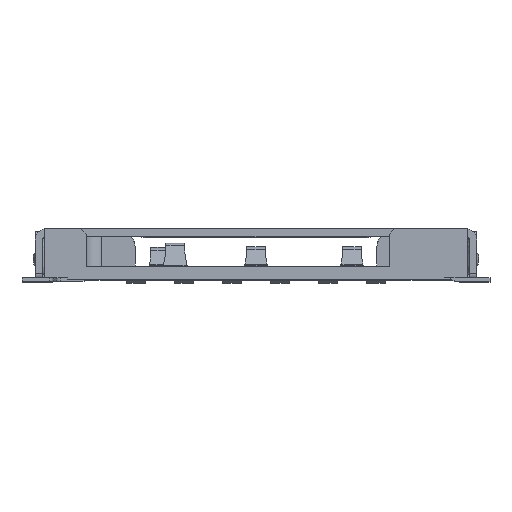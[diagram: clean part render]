
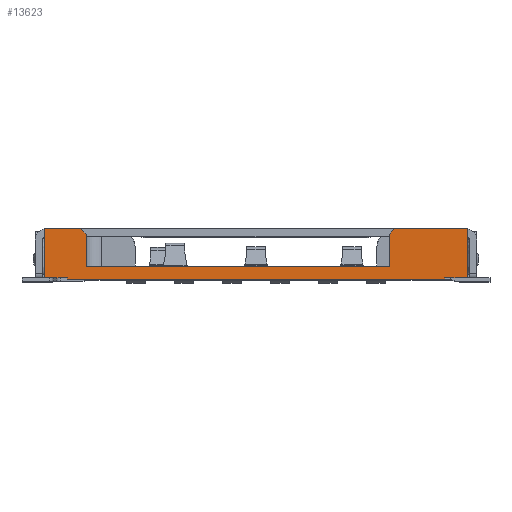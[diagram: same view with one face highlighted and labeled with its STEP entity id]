
A CAD part, top view. The second image highlights one B-rep face of the part: STEP entity #13623.
In plain terms, the highlighted face is planar.
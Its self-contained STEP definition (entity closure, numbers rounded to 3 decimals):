
#278 = EDGE_CURVE ( 'NONE', #34080, #512, #26621, .T. ) ;
#512 = VERTEX_POINT ( 'NONE', #30149 ) ;
#668 = VECTOR ( 'NONE', #12594, 1000. ) ;
#958 = LINE ( 'NONE', #7424, #44395 ) ;
#1101 = EDGE_CURVE ( 'NONE', #12653, #5283, #37759, .T. ) ;
#2299 = ORIENTED_EDGE ( 'NONE', *, *, #8588, .T. ) ;
#2506 = EDGE_CURVE ( 'NONE', #13049, #27080, #12286, .T. ) ;
#2817 = LINE ( 'NONE', #15735, #3877 ) ;
#3100 = VECTOR ( 'NONE', #42857, 1000. ) ;
#3201 = EDGE_CURVE ( 'NONE', #12653, #26058, #14862, .T. ) ;
#3233 = VECTOR ( 'NONE', #31500, 1000. ) ;
#3342 = EDGE_CURVE ( 'NONE', #28135, #26058, #8442, .T. ) ;
#3471 = EDGE_CURVE ( 'NONE', #5283, #13049, #10030, .T. ) ;
#3877 = VECTOR ( 'NONE', #32850, 1000. ) ;
#3944 = EDGE_CURVE ( 'NONE', #37503, #4163, #958, .T. ) ;
#4163 = VERTEX_POINT ( 'NONE', #10601 ) ;
#4501 = DIRECTION ( 'NONE',  ( 0., -1., 0. ) ) ;
#5283 = VERTEX_POINT ( 'NONE', #32812 ) ;
#5460 = FACE_OUTER_BOUND ( 'NONE', #21751, .T. ) ;
#5747 = VERTEX_POINT ( 'NONE', #42686 ) ;
#5904 = CARTESIAN_POINT ( 'NONE',  ( -5.125, 0., 1. ) ) ;
#6883 = CARTESIAN_POINT ( 'NONE',  ( -4.5, 0., 0.85 ) ) ;
#6888 = EDGE_CURVE ( 'NONE', #38392, #28135, #22984, .T. ) ;
#7424 = CARTESIAN_POINT ( 'NONE',  ( -4.5, 0., 0.325 ) ) ;
#7740 = DIRECTION ( 'NONE',  ( 1., 0., 0. ) ) ;
#8442 = LINE ( 'NONE', #28709, #43886 ) ;
#8588 = EDGE_CURVE ( 'NONE', #37503, #38392, #30476, .T. ) ;
#8764 = CARTESIAN_POINT ( 'NONE',  ( 3.68, 0., 1. ) ) ;
#8957 = VECTOR ( 'NONE', #7740, 1000. ) ;
#9178 = CARTESIAN_POINT ( 'NONE',  ( 3.53, 0., 0.325 ) ) ;
#9739 = DIRECTION ( 'NONE',  ( -1., 0., 0. ) ) ;
#10006 = DIRECTION ( 'NONE',  ( 1., 0., 0. ) ) ;
#10030 = LINE ( 'NONE', #24837, #8957 ) ;
#10601 = CARTESIAN_POINT ( 'NONE',  ( -4.5, 0., 0. ) ) ;
#10893 = CARTESIAN_POINT ( 'NONE',  ( 5., 0., -0.325 ) ) ;
#11542 = ORIENTED_EDGE ( 'NONE', *, *, #2506, .T. ) ;
#11560 = DIRECTION ( 'NONE',  ( 0., 0., -1. ) ) ;
#12286 = LINE ( 'NONE', #10893, #3233 ) ;
#12594 = DIRECTION ( 'NONE',  ( 0., 0., 1. ) ) ;
#12653 = VERTEX_POINT ( 'NONE', #28623 ) ;
#13008 = DIRECTION ( 'NONE',  ( 0., 0., 1. ) ) ;
#13049 = VERTEX_POINT ( 'NONE', #38036 ) ;
#13623 = ADVANCED_FACE ( 'NONE', ( #5460 ), #14649, .T. ) ;
#13870 = VECTOR ( 'NONE', #30229, 1000. ) ;
#14214 = CARTESIAN_POINT ( 'NONE',  ( 3.53, 0., 0.85 ) ) ;
#14431 = CARTESIAN_POINT ( 'NONE',  ( 0., 0., -0.3 ) ) ;
#14649 = PLANE ( 'NONE',  #21746 ) ;
#14862 = LINE ( 'NONE', #14431, #24051 ) ;
#15236 = VECTOR ( 'NONE', #10006, 1000. ) ;
#15427 = VERTEX_POINT ( 'NONE', #14214 ) ;
#15735 = CARTESIAN_POINT ( 'NONE',  ( 3.695, 0., 1.015 ) ) ;
#16354 = CARTESIAN_POINT ( 'NONE',  ( -5.824, 0., 0. ) ) ;
#18416 = VECTOR ( 'NONE', #30001, 1000. ) ;
#18874 = LINE ( 'NONE', #9178, #668 ) ;
#20979 = CARTESIAN_POINT ( 'NONE',  ( -5.6, 0., 1. ) ) ;
#21044 = ORIENTED_EDGE ( 'NONE', *, *, #42605, .F. ) ;
#21746 = AXIS2_PLACEMENT_3D ( 'NONE', #42151, #4501, #28493 ) ;
#21751 = EDGE_LOOP ( 'NONE', ( #33530, #21044, #23964, #21762, #42687, #2299, #34307, #30024, #38517, #23442, #36292, #11542, #41241, #27111 ) ) ;
#21762 = ORIENTED_EDGE ( 'NONE', *, *, #43816, .T. ) ;
#22285 = CARTESIAN_POINT ( 'NONE',  ( 5., 0., -0.3 ) ) ;
#22984 = LINE ( 'NONE', #5904, #32062 ) ;
#23442 = ORIENTED_EDGE ( 'NONE', *, *, #1101, .T. ) ;
#23964 = ORIENTED_EDGE ( 'NONE', *, *, #42673, .F. ) ;
#24051 = VECTOR ( 'NONE', #38467, 1000. ) ;
#24837 = CARTESIAN_POINT ( 'NONE',  ( -5.824, 0., -0.35 ) ) ;
#25553 = VECTOR ( 'NONE', #13008, 1000. ) ;
#25743 = CARTESIAN_POINT ( 'NONE',  ( -4.575, 0., 0.925 ) ) ;
#26058 = VERTEX_POINT ( 'NONE', #38342 ) ;
#26621 = LINE ( 'NONE', #33560, #25553 ) ;
#27080 = VERTEX_POINT ( 'NONE', #22285 ) ;
#27111 = ORIENTED_EDGE ( 'NONE', *, *, #278, .T. ) ;
#27984 = DIRECTION ( 'NONE',  ( 0., 0., -1. ) ) ;
#28135 = VERTEX_POINT ( 'NONE', #20979 ) ;
#28272 = LINE ( 'NONE', #33730, #37395 ) ;
#28493 = DIRECTION ( 'NONE',  ( 1., 0., 0. ) ) ;
#28623 = CARTESIAN_POINT ( 'NONE',  ( -5., 0., -0.3 ) ) ;
#28709 = CARTESIAN_POINT ( 'NONE',  ( -5.6, 0., 0.325 ) ) ;
#30001 = DIRECTION ( 'NONE',  ( 0., 0., -1. ) ) ;
#30024 = ORIENTED_EDGE ( 'NONE', *, *, #3342, .T. ) ;
#30149 = CARTESIAN_POINT ( 'NONE',  ( 5.6, 0., 1. ) ) ;
#30229 = DIRECTION ( 'NONE',  ( -1., 0., 0. ) ) ;
#30476 = LINE ( 'NONE', #25743, #3100 ) ;
#31500 = DIRECTION ( 'NONE',  ( 0., 0., 1. ) ) ;
#32062 = VECTOR ( 'NONE', #33344, 1000. ) ;
#32812 = CARTESIAN_POINT ( 'NONE',  ( -5., 0., -0.35 ) ) ;
#32850 = DIRECTION ( 'NONE',  ( 0.707, 0., 0.707 ) ) ;
#33344 = DIRECTION ( 'NONE',  ( -1., 0., 0. ) ) ;
#33530 = ORIENTED_EDGE ( 'NONE', *, *, #39646, .F. ) ;
#33560 = CARTESIAN_POINT ( 'NONE',  ( 5.6, 0., 0.325 ) ) ;
#33730 = CARTESIAN_POINT ( 'NONE',  ( 0., 0., -0.3 ) ) ;
#34080 = VERTEX_POINT ( 'NONE', #37835 ) ;
#34307 = ORIENTED_EDGE ( 'NONE', *, *, #6888, .T. ) ;
#34574 = LINE ( 'NONE', #37466, #15236 ) ;
#36292 = ORIENTED_EDGE ( 'NONE', *, *, #3471, .T. ) ;
#36841 = CARTESIAN_POINT ( 'NONE',  ( -5., 0., -0.325 ) ) ;
#37395 = VECTOR ( 'NONE', #9739, 1000. ) ;
#37466 = CARTESIAN_POINT ( 'NONE',  ( 0., 0., 1. ) ) ;
#37503 = VERTEX_POINT ( 'NONE', #6883 ) ;
#37759 = LINE ( 'NONE', #36841, #18416 ) ;
#37835 = CARTESIAN_POINT ( 'NONE',  ( 5.6, 0., -0.3 ) ) ;
#38036 = CARTESIAN_POINT ( 'NONE',  ( 5., 0., -0.35 ) ) ;
#38342 = CARTESIAN_POINT ( 'NONE',  ( -5.6, 0., -0.3 ) ) ;
#38392 = VERTEX_POINT ( 'NONE', #41167 ) ;
#38467 = DIRECTION ( 'NONE',  ( -1., 0., 0. ) ) ;
#38517 = ORIENTED_EDGE ( 'NONE', *, *, #3201, .F. ) ;
#38885 = EDGE_CURVE ( 'NONE', #34080, #27080, #28272, .T. ) ;
#39646 = EDGE_CURVE ( 'NONE', #42191, #512, #34574, .T. ) ;
#41167 = CARTESIAN_POINT ( 'NONE',  ( -4.65, 0., 1. ) ) ;
#41241 = ORIENTED_EDGE ( 'NONE', *, *, #38885, .F. ) ;
#41289 = LINE ( 'NONE', #16354, #13870 ) ;
#42151 = CARTESIAN_POINT ( 'NONE',  ( -2.357, 0., -0.267 ) ) ;
#42191 = VERTEX_POINT ( 'NONE', #8764 ) ;
#42605 = EDGE_CURVE ( 'NONE', #15427, #42191, #2817, .T. ) ;
#42673 = EDGE_CURVE ( 'NONE', #5747, #15427, #18874, .T. ) ;
#42686 = CARTESIAN_POINT ( 'NONE',  ( 3.53, 0., 0. ) ) ;
#42687 = ORIENTED_EDGE ( 'NONE', *, *, #3944, .F. ) ;
#42857 = DIRECTION ( 'NONE',  ( -0.707, 0., 0.707 ) ) ;
#43816 = EDGE_CURVE ( 'NONE', #5747, #4163, #41289, .T. ) ;
#43886 = VECTOR ( 'NONE', #11560, 1000. ) ;
#44395 = VECTOR ( 'NONE', #27984, 1000. ) ;
